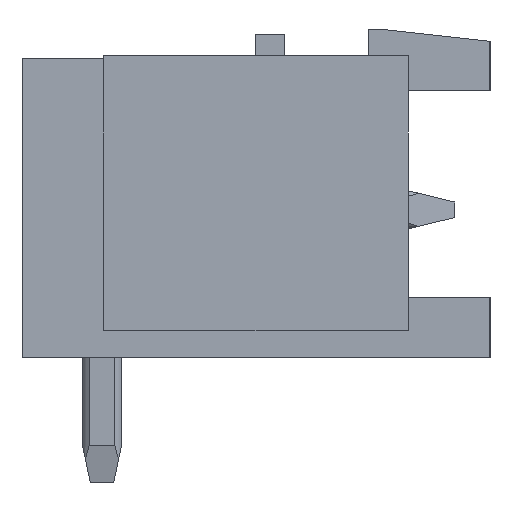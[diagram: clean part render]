
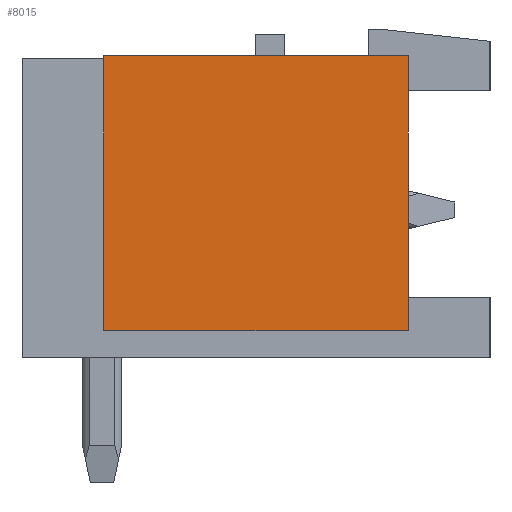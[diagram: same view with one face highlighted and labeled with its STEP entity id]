
A CAD part, left-side view. The second image highlights one B-rep face of the part: STEP entity #8015.
In plain terms, the highlighted planar face has unit normal (-1, 0, 0).
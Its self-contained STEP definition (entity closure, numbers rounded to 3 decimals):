
#7979=AXIS2_PLACEMENT_3D('Plane Axis2P3D',#7976,#7977,#7978) ;
#7976=CARTESIAN_POINT('Axis2P3D Location',(0.,2.1,0.)) ;
#7981=CARTESIAN_POINT('Line Origine',(0.,9.9,7.425)) ;
#7985=CARTESIAN_POINT('Vertex',(0.,9.9,3.9)) ;
#7987=CARTESIAN_POINT('Vertex',(0.,9.9,10.95)) ;
#7990=CARTESIAN_POINT('Line Origine',(0.,6.,3.9)) ;
#7994=CARTESIAN_POINT('Vertex',(0.,2.1,3.9)) ;
#7997=CARTESIAN_POINT('Line Origine',(0.,2.1,7.425)) ;
#8001=CARTESIAN_POINT('Vertex',(0.,2.1,10.95)) ;
#8004=CARTESIAN_POINT('Line Origine',(0.,6.,10.95)) ;
#7977=DIRECTION('Axis2P3D Direction',(1.,0.,0.)) ;
#7978=DIRECTION('Axis2P3D XDirection',(0.,1.,0.)) ;
#7982=DIRECTION('Vector Direction',(0.,0.,1.)) ;
#7991=DIRECTION('Vector Direction',(0.,1.,0.)) ;
#7998=DIRECTION('Vector Direction',(0.,0.,1.)) ;
#8005=DIRECTION('Vector Direction',(0.,1.,0.)) ;
#7983=VECTOR('Line Direction',#7982,1.) ;
#7992=VECTOR('Line Direction',#7991,1.) ;
#7999=VECTOR('Line Direction',#7998,1.) ;
#8006=VECTOR('Line Direction',#8005,1.) ;
#8010=ORIENTED_EDGE('',*,*,#7989,.F.) ;
#8011=ORIENTED_EDGE('',*,*,#7996,.T.) ;
#8012=ORIENTED_EDGE('',*,*,#8003,.T.) ;
#8013=ORIENTED_EDGE('',*,*,#8008,.F.) ;
#8015=ADVANCED_FACE('Housing',(#8014),#7980,.F.) ;
#7989=EDGE_CURVE('',#7986,#7988,#7984,.T.) ;
#7996=EDGE_CURVE('',#7986,#7995,#7993,.F.) ;
#8003=EDGE_CURVE('',#7995,#8002,#8000,.T.) ;
#8008=EDGE_CURVE('',#7988,#8002,#8007,.F.) ;
#8009=EDGE_LOOP('',(#8010,#8011,#8012,#8013)) ;
#8014=FACE_OUTER_BOUND('',#8009,.T.) ;
#7984=LINE('Line',#7981,#7983) ;
#7993=LINE('Line',#7990,#7992) ;
#8000=LINE('Line',#7997,#7999) ;
#8007=LINE('Line',#8004,#8006) ;
#7980=PLANE('',#7979) ;
#7986=VERTEX_POINT('',#7985) ;
#7988=VERTEX_POINT('',#7987) ;
#7995=VERTEX_POINT('',#7994) ;
#8002=VERTEX_POINT('',#8001) ;
